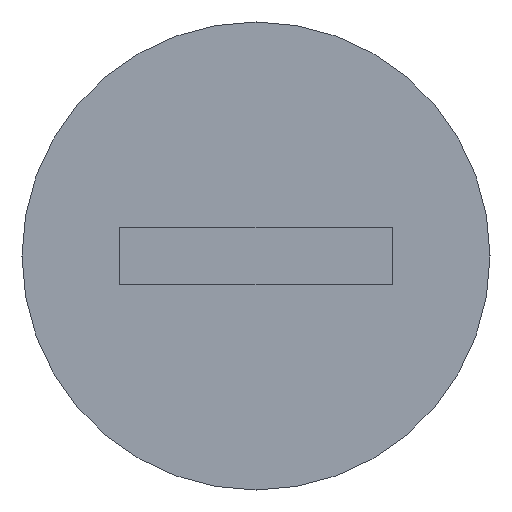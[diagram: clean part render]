
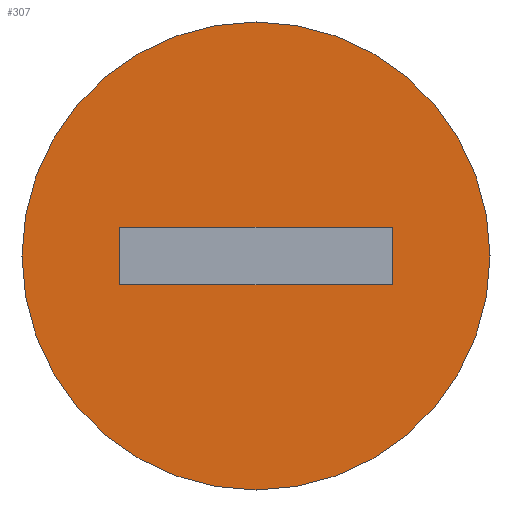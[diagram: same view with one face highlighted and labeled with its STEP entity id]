
A CAD part, front view. The second image highlights one B-rep face of the part: STEP entity #307.
In plain terms, the highlighted planar face has unit normal (0, -1, 0).
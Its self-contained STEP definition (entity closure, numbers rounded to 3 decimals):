
#35 = CIRCLE ( 'NONE', #122, 0.819 ) ;
#47 = VECTOR ( 'NONE', #212, 1000. ) ;
#57 = FACE_OUTER_BOUND ( 'NONE', #105, .T. ) ;
#67 = CARTESIAN_POINT ( 'NONE',  ( -0.477, -8., 0.1 ) ) ;
#74 = CARTESIAN_POINT ( 'NONE',  ( 0., -8., -0.1 ) ) ;
#80 = CARTESIAN_POINT ( 'NONE',  ( 0., -8., 0. ) ) ;
#84 = LINE ( 'NONE', #187, #100 ) ;
#86 = ORIENTED_EDGE ( 'NONE', *, *, #198, .T. ) ;
#88 = VERTEX_POINT ( 'NONE', #67 ) ;
#98 = VECTOR ( 'NONE', #312, 1000. ) ;
#100 = VECTOR ( 'NONE', #117, 1000. ) ;
#105 = EDGE_LOOP ( 'NONE', ( #189 ) ) ;
#115 = DIRECTION ( 'NONE',  ( 0., 0., 1. ) ) ;
#117 = DIRECTION ( 'NONE',  ( 1., 0., 0. ) ) ;
#122 = AXIS2_PLACEMENT_3D ( 'NONE', #80, #145, #176 ) ;
#125 = DIRECTION ( 'NONE',  ( 0., 0., 1. ) ) ;
#127 = CARTESIAN_POINT ( 'NONE',  ( 0., -8., 0. ) ) ;
#130 = EDGE_CURVE ( 'NONE', #369, #369, #35, .T. ) ;
#138 = EDGE_LOOP ( 'NONE', ( #86, #421, #162, #224 ) ) ;
#145 = DIRECTION ( 'NONE',  ( 0., 1., 0. ) ) ;
#162 = ORIENTED_EDGE ( 'NONE', *, *, #179, .F. ) ;
#176 = DIRECTION ( 'NONE',  ( 0., 0., 1. ) ) ;
#179 = EDGE_CURVE ( 'NONE', #323, #353, #181, .T. ) ;
#181 = LINE ( 'NONE', #410, #379 ) ;
#187 = CARTESIAN_POINT ( 'NONE',  ( 0., -8., 0.1 ) ) ;
#189 = ORIENTED_EDGE ( 'NONE', *, *, #130, .F. ) ;
#198 = EDGE_CURVE ( 'NONE', #329, #88, #252, .T. ) ;
#212 = DIRECTION ( 'NONE',  ( 0., 0., 1. ) ) ;
#217 = AXIS2_PLACEMENT_3D ( 'NONE', #127, #422, #125 ) ;
#219 = CARTESIAN_POINT ( 'NONE',  ( -0.477, -8., 0. ) ) ;
#224 = ORIENTED_EDGE ( 'NONE', *, *, #299, .F. ) ;
#252 = LINE ( 'NONE', #219, #47 ) ;
#260 = CARTESIAN_POINT ( 'NONE',  ( -0.477, -8., -0.1 ) ) ;
#285 = CARTESIAN_POINT ( 'NONE',  ( 0.477, -8., -0.1 ) ) ;
#299 = EDGE_CURVE ( 'NONE', #329, #323, #375, .T. ) ;
#307 = ADVANCED_FACE ( 'NONE', ( #357, #57 ), #412, .F. ) ;
#312 = DIRECTION ( 'NONE',  ( 1., 0., 0. ) ) ;
#322 = CARTESIAN_POINT ( 'NONE',  ( 0.477, -8., 0.1 ) ) ;
#323 = VERTEX_POINT ( 'NONE', #285 ) ;
#329 = VERTEX_POINT ( 'NONE', #260 ) ;
#334 = EDGE_CURVE ( 'NONE', #88, #353, #84, .T. ) ;
#353 = VERTEX_POINT ( 'NONE', #322 ) ;
#357 = FACE_BOUND ( 'NONE', #138, .T. ) ;
#369 = VERTEX_POINT ( 'NONE', #428 ) ;
#375 = LINE ( 'NONE', #74, #98 ) ;
#379 = VECTOR ( 'NONE', #115, 1000. ) ;
#410 = CARTESIAN_POINT ( 'NONE',  ( 0.477, -8., 0. ) ) ;
#412 = PLANE ( 'NONE',  #217 ) ;
#421 = ORIENTED_EDGE ( 'NONE', *, *, #334, .T. ) ;
#422 = DIRECTION ( 'NONE',  ( 0., 1., 0. ) ) ;
#428 = CARTESIAN_POINT ( 'NONE',  ( 0., -8., 0.819 ) ) ;
